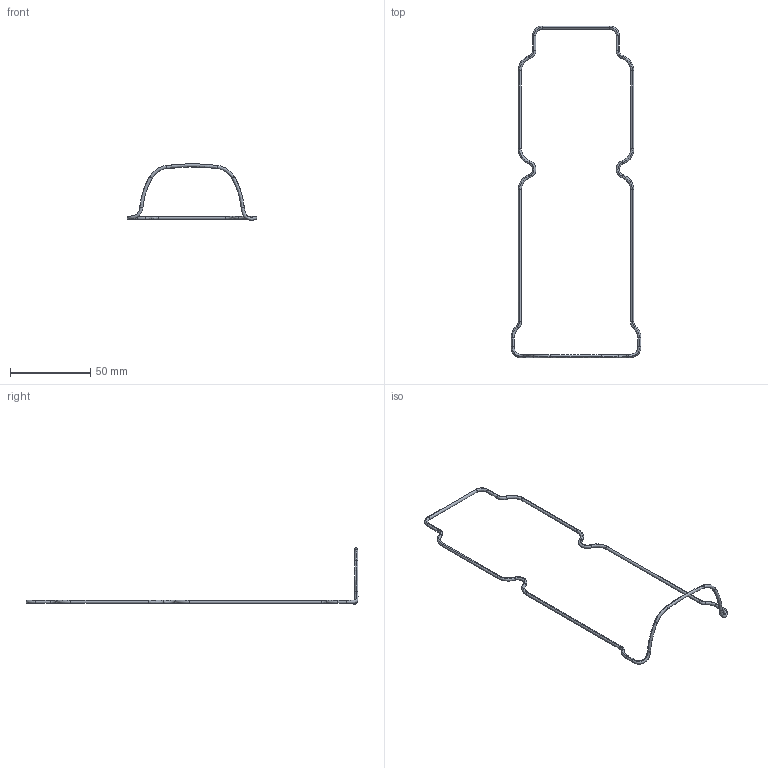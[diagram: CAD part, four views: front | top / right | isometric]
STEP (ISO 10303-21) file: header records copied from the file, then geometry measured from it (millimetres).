
FILE_DESCRIPTION((''),'2;1');
FILE_NAME('003_GSKT-FEM21','2022-02-25T',('designer'),(''),'CREO PARAMETRIC BY PTC INC, 2016130','CREO PARAMETRIC BY PTC INC, 2016130','');
FILE_SCHEMA(('CONFIG_CONTROL_DESIGN'));
Length unit declared in the file: millimetre
Products named in the file (1): 003_GSKT-FEM21
Bounding box: 81.1 x 207.34 x 35.28 mm (x, y, z)
Volume: 1881.6 mm3; surface area: 3763.8 mm2
Topology: 1 solids, 1 shells, 64 faces, 128 edges, 64 vertices
Faces by surface type: bspline 64
Entity records: 5756 total; most frequent: CARTESIAN_POINT 4750, ORIENTED_EDGE 256, DIRECTION 128, EDGE_CURVE 128, AXIS2_PLACEMENT_3D 64, VERTEX_POINT 64, EDGE_LOOP 64, FACE_OUTER_BOUND 64
